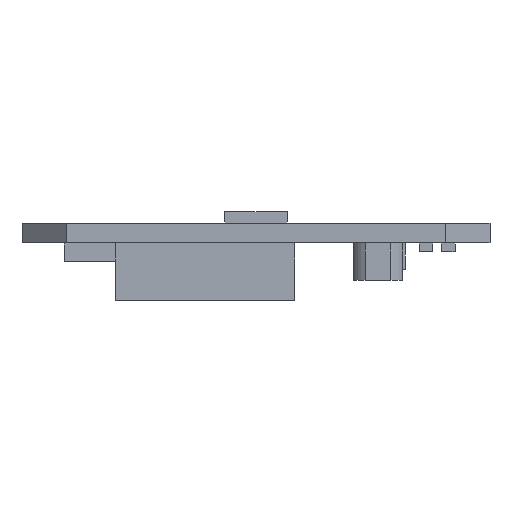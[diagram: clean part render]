
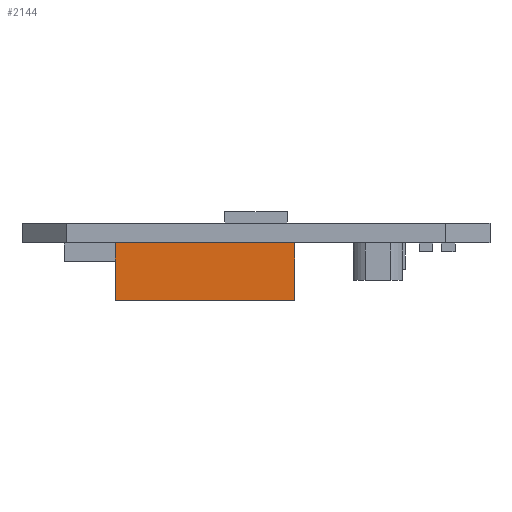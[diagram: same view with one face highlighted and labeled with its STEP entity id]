
A CAD part, front view. The second image highlights one B-rep face of the part: STEP entity #2144.
In plain terms, the highlighted planar face has unit normal (0, -1, 0).
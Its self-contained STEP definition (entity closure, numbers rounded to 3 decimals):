
#49 = CARTESIAN_POINT ( 'NONE',  ( 3.1, -17.8, -4.6 ) ) ;
#60 = AXIS2_PLACEMENT_3D ( 'NONE', #1866, #3065, #440 ) ;
#257 = DIRECTION ( 'NONE',  ( 0., 0., 1. ) ) ;
#297 = LINE ( 'NONE', #3529, #3565 ) ;
#440 = DIRECTION ( 'NONE',  ( -1., 0., 0. ) ) ;
#457 = DIRECTION ( 'NONE',  ( -1., 0., 0. ) ) ;
#482 = VERTEX_POINT ( 'NONE', #3429 ) ;
#640 = EDGE_CURVE ( 'NONE', #482, #3057, #297, .T. ) ;
#905 = DIRECTION ( 'NONE',  ( -1., 0., 0. ) ) ;
#925 = VERTEX_POINT ( 'NONE', #3763 ) ;
#931 = VECTOR ( 'NONE', #1164, 1000. ) ;
#1013 = EDGE_LOOP ( 'NONE', ( #3539, #3474, #2624, #2372 ) ) ;
#1063 = EDGE_CURVE ( 'NONE', #3632, #482, #3789, .T. ) ;
#1154 = CARTESIAN_POINT ( 'NONE',  ( 3.1, -17.8, -0.5 ) ) ;
#1164 = DIRECTION ( 'NONE',  ( 0., 0., 1. ) ) ;
#1351 = EDGE_CURVE ( 'NONE', #3632, #925, #2570, .T. ) ;
#1495 = VECTOR ( 'NONE', #457, 1000. ) ;
#1635 = CARTESIAN_POINT ( 'NONE',  ( -11.3, -17.8, 0. ) ) ;
#1679 = FACE_OUTER_BOUND ( 'NONE', #1013, .T. ) ;
#1747 = VECTOR ( 'NONE', #257, 1000. ) ;
#1866 = CARTESIAN_POINT ( 'NONE',  ( -11.3, -17.8, -0.5 ) ) ;
#1896 = LINE ( 'NONE', #2419, #931 ) ;
#2144 = ADVANCED_FACE ( 'NONE', ( #1679 ), #2840, .F. ) ;
#2372 = ORIENTED_EDGE ( 'NONE', *, *, #1063, .T. ) ;
#2419 = CARTESIAN_POINT ( 'NONE',  ( -11.3, -17.8, -0.5 ) ) ;
#2570 = LINE ( 'NONE', #3084, #1495 ) ;
#2624 = ORIENTED_EDGE ( 'NONE', *, *, #1351, .F. ) ;
#2704 = EDGE_CURVE ( 'NONE', #925, #3057, #1896, .T. ) ;
#2840 = PLANE ( 'NONE',  #60 ) ;
#3057 = VERTEX_POINT ( 'NONE', #1635 ) ;
#3065 = DIRECTION ( 'NONE',  ( 0., 1., 0. ) ) ;
#3084 = CARTESIAN_POINT ( 'NONE',  ( -11.3, -17.8, -4.6 ) ) ;
#3429 = CARTESIAN_POINT ( 'NONE',  ( 3.1, -17.8, 0. ) ) ;
#3474 = ORIENTED_EDGE ( 'NONE', *, *, #2704, .F. ) ;
#3529 = CARTESIAN_POINT ( 'NONE',  ( -11.3, -17.8, 0. ) ) ;
#3539 = ORIENTED_EDGE ( 'NONE', *, *, #640, .T. ) ;
#3565 = VECTOR ( 'NONE', #905, 1000. ) ;
#3632 = VERTEX_POINT ( 'NONE', #49 ) ;
#3763 = CARTESIAN_POINT ( 'NONE',  ( -11.3, -17.8, -4.6 ) ) ;
#3789 = LINE ( 'NONE', #1154, #1747 ) ;
